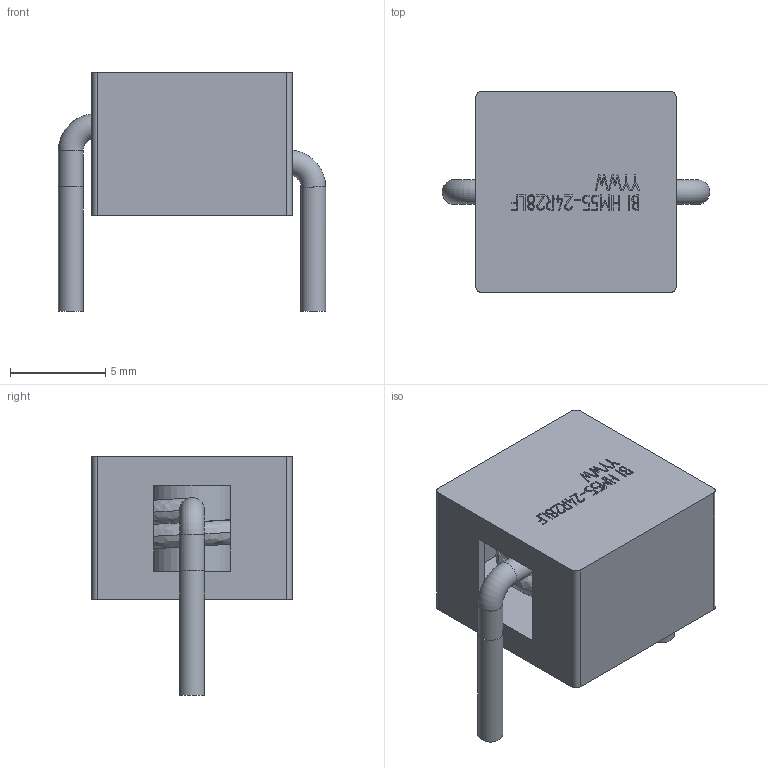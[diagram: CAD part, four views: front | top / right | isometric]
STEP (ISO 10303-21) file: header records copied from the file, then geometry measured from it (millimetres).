
FILE_DESCRIPTION(/* description */ ('Unknown'),/* implementation_level */ '2;1');
FILE_NAME(/* name */ 'HM55-24R28LF',/* time_stamp */ '2021-11-26T17:15:22+08:00',/* author */ ('Unknown'),/* organization */ ('Unknown'),/* preprocessor_version */ 'ST-DEVELOPER v16.7',/* originating_system */ 'Solid Edge',/* authorisation */ 'Unknown');
FILE_SCHEMA (('AUTOMOTIVE_DESIGN {1 0 10303 214 3 1 1}'));
Length unit declared in the file: millimetre
Products named in the file (1): HM55-24XXXLF
Bounding box: 14 x 10.5 x 12.5 mm (x, y, z)
Volume: 546.6 mm3; surface area: 1088.1 mm2
Topology: 4 solids, 4 shells, 239 faces, 631 edges, 421 vertices
Faces by surface type: plane 194, bspline 33, cylinder 10, torus 2
Full cylindrical faces by diameter (mm): 1.3 x5, 4.5 x1
Entity records: 10089 total; most frequent: CARTESIAN_POINT 3061, ORIENTED_EDGE 1228, DIRECTION 831, EDGE_CURVE 614, VERTEX_POINT 415, LINE 365, VECTOR 365, FACE_BOUND 277
